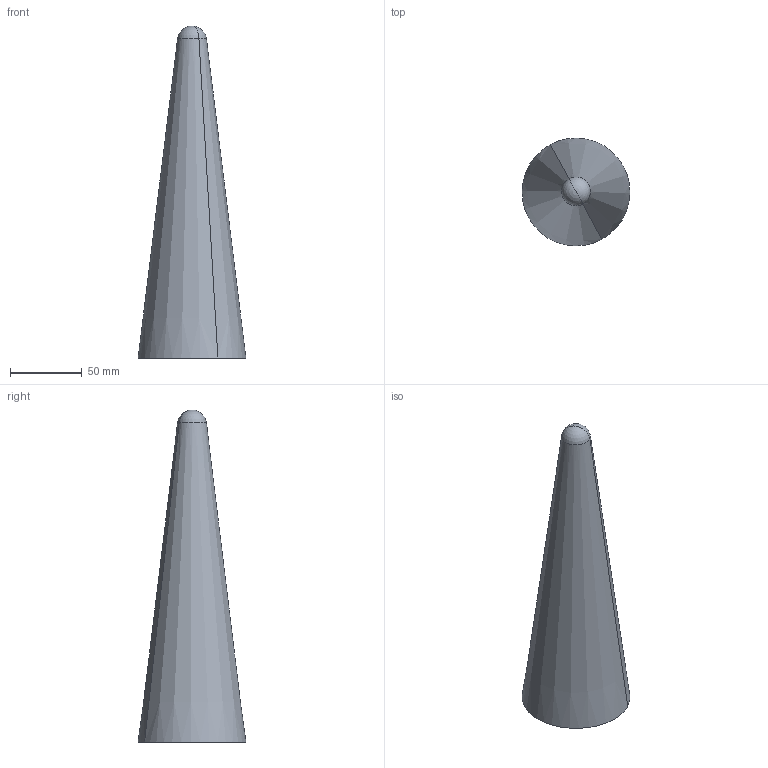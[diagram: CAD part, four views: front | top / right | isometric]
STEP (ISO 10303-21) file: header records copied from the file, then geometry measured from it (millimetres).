
FILE_DESCRIPTION(('CATIA V5 STEP Exchange','CAx-IF Rec.Pracs.--- Model Styling and Organization---1.4--- 2014-01-23','CAx-IF Rec.Pracs.---3D Tessellated Data Validation Properties---0.5---2014-09-14'),'2;1');
FILE_NAME('cakenosetip.stp','2025-07-29T04:25:08+00:00',('none'),('none'),'CATIA Version 5-6 Release 2019 SP6','CATIA V5 STEP AP242 v1','none');
FILE_SCHEMA(('AP242_MANAGED_MODEL_BASED_3D_ENGINEERING_MIM_LF {1 0 10303 442 1 1 4}'));
Length unit declared in the file: millimetre
Products named in the file (1): conedanose
Bounding box: 75.25 x 75.25 x 231.83 mm (x, y, z)
Volume: 187037.3 mm3; surface area: 60264.1 mm2
Topology: 1 solids, 1 shells, 11 faces, 24 edges, 12 vertices
Faces by surface type: cone 8, sphere 2, plane 1
Entity records: 253 total; most frequent: ORIENTED_EDGE 40, CARTESIAN_POINT 38, DIRECTION 30, EDGE_CURVE 20, AXIS2_PLACEMENT_3D 18, CIRCLE 12, EDGE_LOOP 12, VERTEX_POINT 12
